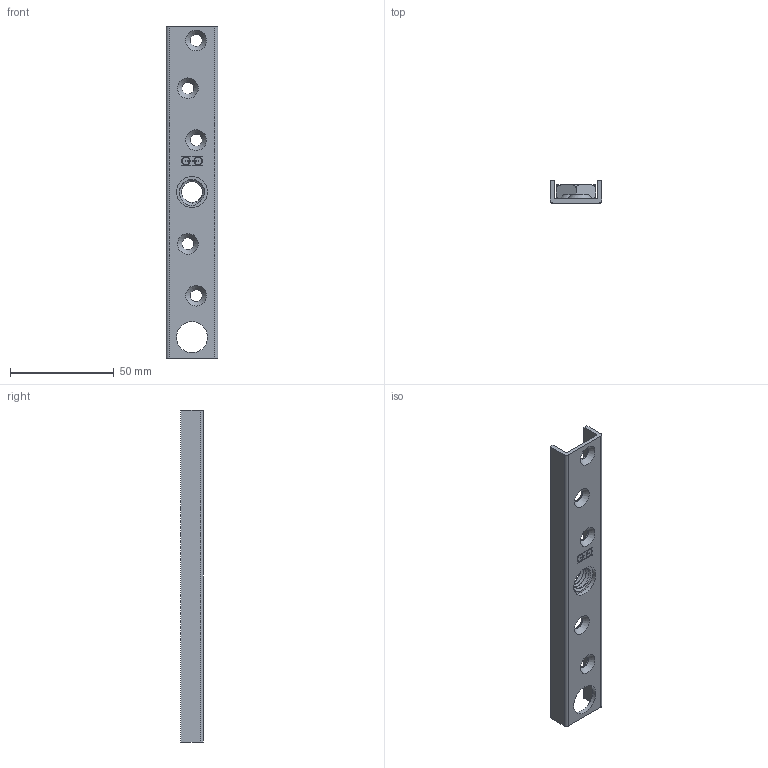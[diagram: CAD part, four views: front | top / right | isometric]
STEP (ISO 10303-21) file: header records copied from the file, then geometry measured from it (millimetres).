
FILE_DESCRIPTION(/* description */ (''),/* implementation_level */ '2;1');
FILE_NAME(/* name */ '56W.stp',/* time_stamp */ '2020-02-25T10:18:48+01:00',/* author */ ('DBARI'),/* organization */ (''),/* preprocessor_version */ 'ST-DEVELOPER v17.2',/* originating_system */ 'Autodesk Inventor 2019',/* authorisation */ '');
FILE_SCHEMA (('AUTOMOTIVE_DESIGN { 1 0 10303 214 3 1 1 }'));
Length unit declared in the file: millimetre
Products named in the file (3): 56W; 18591; 06073
Assembly tree (2 placements, depth 2):
  56W
    18591
    06073
Bounding box: 25 x 11 x 160 mm (x, y, z)
Volume: 14272.7 mm3; surface area: 15215.7 mm2
Topology: 2 solids, 2 shells, 94 faces, 246 edges, 160 vertices
Faces by surface type: plane 50, cylinder 23, cone 17, torus 2, bspline 2
Full cylindrical faces by diameter (mm): 5.8 x5, 10.1 x2, 15 x2
Entity records: 4845 total; most frequent: CARTESIAN_POINT 2362, DIRECTION 497, ORIENTED_EDGE 492, EDGE_CURVE 246, AXIS2_PLACEMENT_3D 185, VERTEX_POINT 160, LINE 127, VECTOR 127
